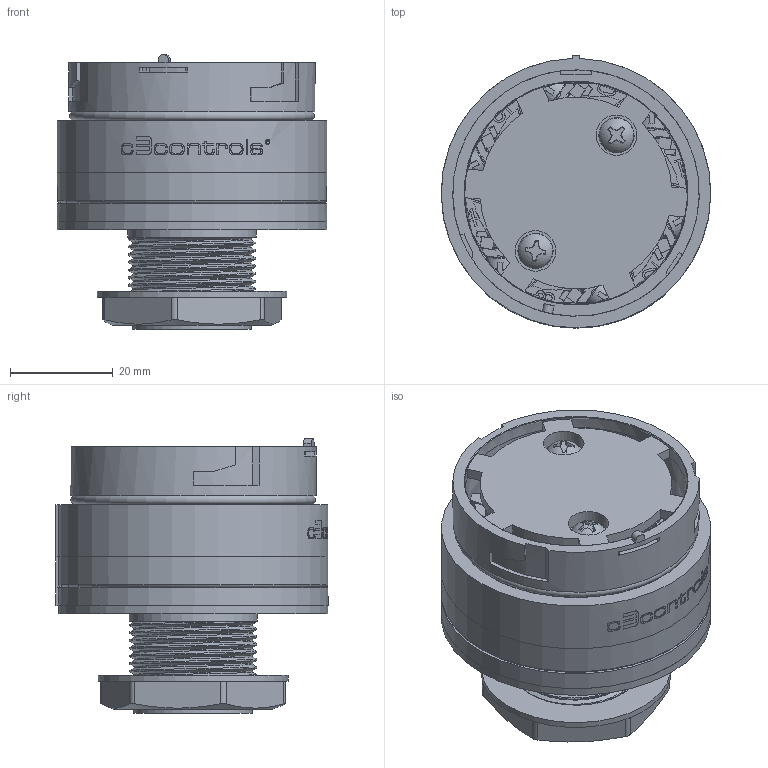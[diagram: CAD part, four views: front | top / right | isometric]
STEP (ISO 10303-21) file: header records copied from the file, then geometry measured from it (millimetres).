
FILE_DESCRIPTION((''),'2;1');
FILE_NAME('50T10024H01.stp','2015-08-07T08:39:10',('cbunnell'),(''),'Autodesk Inventor 2013','Autodesk Inventor 2013','');
FILE_SCHEMA(('AUTOMOTIVE_DESIGN { 1 0 10303 214 1 1 1 1 }'));
Length unit declared in the file: millimetre
Products named in the file (15): 50T10024H01; 50T10014H01; 50T10030G01; 50T10018H01; 50T10039G01; 50T10029H01; 10H10012G01; 10H10010H01; 10H10011H01; 50T10019H01; 10H20009H01; 10G30002H01; 50T10022H01; 50T90016H01; 50T90015H01
Assembly tree (21 placements, depth 5):
  50T10024H01
    50T10014H01
    50T10030G01
      50T10018H01
      50T10039G01  x6
        50T10029H01
        10H10012G01
          10H10010H01
          10H10011H01
    50T10019H01
    10H20009H01  x2
    10G30002H01
    50T10022H01  x2
    50T90016H01
    50T90015H01
Bounding box: 52.56 x 53.03 x 53.55 mm (x, y, z)
Volume: 51597.9 mm3; surface area: 46013.4 mm2
Topology: 28 solids, 30 shells, 2409 faces, 6622 edges, 4417 vertices
Faces by surface type: plane 1560, cylinder 374, bspline 286, torus 89, cone 68, sphere 32
Full cylindrical faces by diameter (mm): 2.35 x2, 2.45 x6, 2.85 x6, 3.1 x6, 3.15 x6, 3.39 x6, 3.6 x2, 3.7 x8, 4.3 x6, 4.74 x1, 5.529 x1, 5.9 x6, 7.898 x2, 18.733 x1, 19.05 x1, 23.127 x10, 25 x2, 25.208 x3, 25.4 x2, 26.162 x1, 27.75 x1, 28.575 x1, 36.95 x1, 43.4 x1, 46.3 x1, 46.8 x1, 48 x1, 50.5 x1, 52.5 x1
Entity records: 62255 total; most frequent: CARTESIAN_POINT 31580, ORIENTED_EDGE 6784, DIRECTION 5462, EDGE_CURVE 3392, VERTEX_POINT 2293, VECTOR 1886, LINE 1886, AXIS2_PLACEMENT_3D 1788
